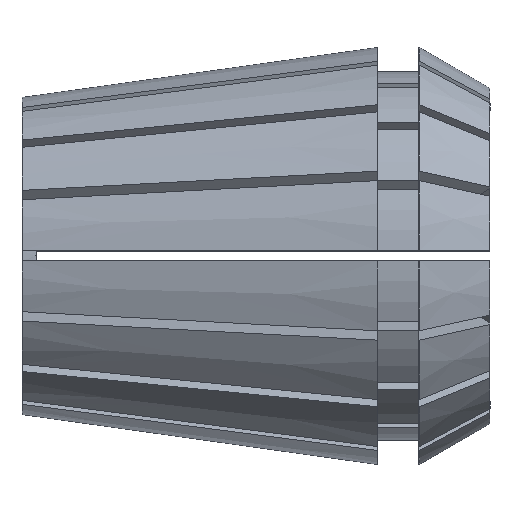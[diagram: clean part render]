
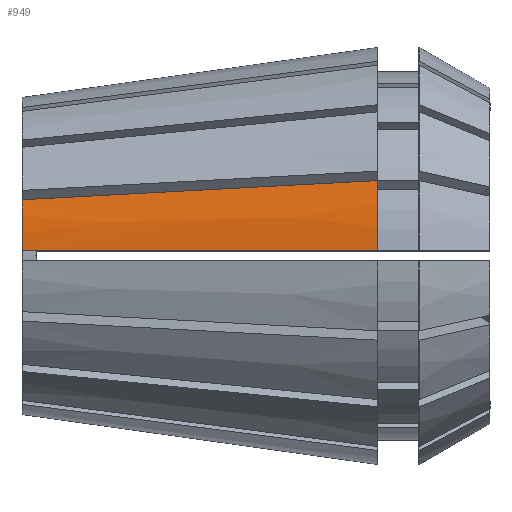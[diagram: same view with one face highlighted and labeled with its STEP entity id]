
A CAD part, top view. The second image highlights one B-rep face of the part: STEP entity #949.
In plain terms, the highlighted conical face has half-angle 8 degrees and reference radius 20.5 mm.
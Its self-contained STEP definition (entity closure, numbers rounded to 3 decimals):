
#115 = CARTESIAN_POINT ( 'NONE',  ( 33.268, 0.5, 20.265 ) ) ;
#548 = CARTESIAN_POINT ( 'NONE',  ( 34.9, 7.381, 19.126 ) ) ;
#563 = CARTESIAN_POINT ( 'NONE',  ( 23.065, 0.5, 18.83 ) ) ;
#653 = B_SPLINE_CURVE_WITH_KNOTS ( 'NONE', 3,
 ( #3697, #5026, #4600, #1921 ),
 .UNSPECIFIED., .F., .F.,
 ( 4, 4 ),
 ( 0., 0.035 ),
 .UNSPECIFIED. ) ;
#902 = EDGE_LOOP ( 'NONE', ( #1574, #4149, #3478, #2126 ) ) ;
#949 = ADVANCED_FACE ( 'NONE', ( #5431 ), #1728, .T. ) ;
#1013 = CARTESIAN_POINT ( 'NONE',  ( 4.29, 0.5, 16.191 ) ) ;
#1338 = VERTEX_POINT ( 'NONE', #3740 ) ;
#1342 = AXIS2_PLACEMENT_3D ( 'NONE', #2814, #4929, #3320 ) ;
#1457 = CARTESIAN_POINT ( 'NONE',  ( 1.43, 0.5, 15.789 ) ) ;
#1472 = CARTESIAN_POINT ( 'NONE',  ( 0., 0.5, 15.587 ) ) ;
#1574 = ORIENTED_EDGE ( 'NONE', *, *, #5780, .T. ) ;
#1728 = CONICAL_SURFACE ( 'NONE', #1342, 20.5, 0.14 ) ;
#1756 = AXIS2_PLACEMENT_3D ( 'NONE', #2075, #5196, #2517 ) ;
#1894 = CARTESIAN_POINT ( 'NONE',  ( 34.9, 0.5, 20.494 ) ) ;
#1921 = CARTESIAN_POINT ( 'NONE',  ( 0., 5.503, 14.592 ) ) ;
#1977 = CARTESIAN_POINT ( 'NONE',  ( 0., 0., 0. ) ) ;
#2075 = CARTESIAN_POINT ( 'NONE',  ( 34.9, 0., 0. ) ) ;
#2126 = ORIENTED_EDGE ( 'NONE', *, *, #5620, .F. ) ;
#2156 = CIRCLE ( 'NONE', #4866, 15.595 ) ;
#2344 = CARTESIAN_POINT ( 'NONE',  ( 34.084, 0.5, 20.38 ) ) ;
#2424 = DIRECTION ( 'NONE',  ( 0., 0., 1. ) ) ;
#2517 = DIRECTION ( 'NONE',  ( 0., 0., 1. ) ) ;
#2796 = VERTEX_POINT ( 'NONE', #1472 ) ;
#2814 = CARTESIAN_POINT ( 'NONE',  ( 34.9, 0., 0. ) ) ;
#2891 = VERTEX_POINT ( 'NONE', #3753 ) ;
#3239 = CARTESIAN_POINT ( 'NONE',  ( 32.452, 0.5, 20.15 ) ) ;
#3320 = DIRECTION ( 'NONE',  ( 0., 0., -1. ) ) ;
#3478 = ORIENTED_EDGE ( 'NONE', *, *, #5686, .F. ) ;
#3693 = CARTESIAN_POINT ( 'NONE',  ( 13.678, 0.5, 17.511 ) ) ;
#3697 = CARTESIAN_POINT ( 'NONE',  ( 34.9, 7.381, 19.126 ) ) ;
#3740 = CARTESIAN_POINT ( 'NONE',  ( 0., 5.503, 14.592 ) ) ;
#3753 = CARTESIAN_POINT ( 'NONE',  ( 34.9, 0.5, 20.494 ) ) ;
#3779 = VERTEX_POINT ( 'NONE', #548 ) ;
#3957 = CIRCLE ( 'NONE', #1756, 20.5 ) ;
#4149 = ORIENTED_EDGE ( 'NONE', *, *, #4165, .T. ) ;
#4151 = CARTESIAN_POINT ( 'NONE',  ( 2.86, 0.5, 15.99 ) ) ;
#4165 = EDGE_CURVE ( 'NONE', #3779, #1338, #653, .T. ) ;
#4552 = B_SPLINE_CURVE_WITH_KNOTS ( 'NONE', 3,
 ( #1894, #2344, #115, #3239, #563, #3693, #1013, #4151, #1457, #4595 ),
 .UNSPECIFIED., .F., .F.,
 ( 4, 3, 3, 4 ),
 ( 0.076, 0.079, 0.107, 0.111 ),
 .UNSPECIFIED. ) ;
#4595 = CARTESIAN_POINT ( 'NONE',  ( 0., 0.5, 15.587 ) ) ;
#4600 = CARTESIAN_POINT ( 'NONE',  ( 11.633, 6.129, 16.104 ) ) ;
#4866 = AXIS2_PLACEMENT_3D ( 'NONE', #1977, #5093, #2424 ) ;
#4929 = DIRECTION ( 'NONE',  ( 1., 0., 0. ) ) ;
#5026 = CARTESIAN_POINT ( 'NONE',  ( 23.267, 6.755, 17.615 ) ) ;
#5093 = DIRECTION ( 'NONE',  ( -1., 0., 0. ) ) ;
#5196 = DIRECTION ( 'NONE',  ( -1., 0., 0. ) ) ;
#5431 = FACE_OUTER_BOUND ( 'NONE', #902, .T. ) ;
#5620 = EDGE_CURVE ( 'NONE', #2891, #2796, #4552, .T. ) ;
#5686 = EDGE_CURVE ( 'NONE', #2796, #1338, #2156, .T. ) ;
#5780 = EDGE_CURVE ( 'NONE', #2891, #3779, #3957, .T. ) ;
